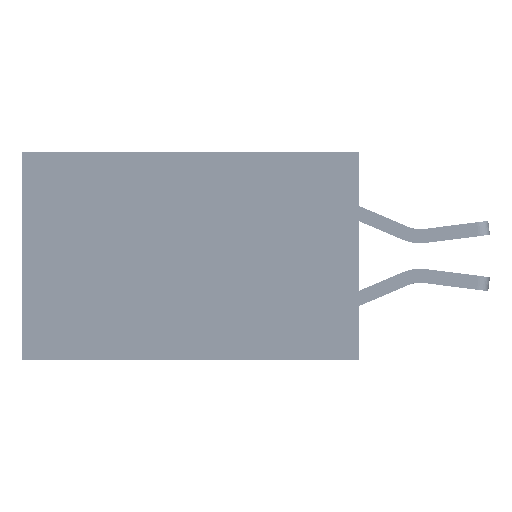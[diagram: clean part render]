
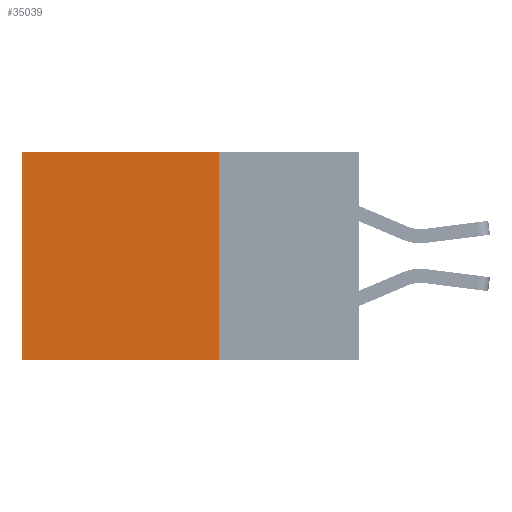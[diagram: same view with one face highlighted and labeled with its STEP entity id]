
A CAD part, left-side view. The second image highlights one B-rep face of the part: STEP entity #35039.
In plain terms, the highlighted planar face has unit normal (-1, 0, 0).
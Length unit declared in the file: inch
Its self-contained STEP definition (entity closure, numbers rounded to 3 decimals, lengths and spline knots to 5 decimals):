
#517 = AXIS2_PLACEMENT_3D ( 'NONE', #46587, #42493, #31451 ) ;
#2074 = LINE ( 'NONE', #33821, #24649 ) ;
#2851 = VECTOR ( 'NONE', #14692, 39.37008 ) ;
#3141 = CARTESIAN_POINT ( 'NONE',  ( 0.2875, 0.6, 0. ) ) ;
#3251 = VECTOR ( 'NONE', #17279, 39.37008 ) ;
#6519 = VERTEX_POINT ( 'NONE', #9680 ) ;
#7769 = LINE ( 'NONE', #3141, #2851 ) ;
#9680 = CARTESIAN_POINT ( 'NONE',  ( 0.2875, 0.25, -0.37 ) ) ;
#10909 = VERTEX_POINT ( 'NONE', #29480 ) ;
#11089 = CARTESIAN_POINT ( 'NONE',  ( 0.2875, 0.6, -0.37 ) ) ;
#14370 = DIRECTION ( 'NONE',  ( 0., 1., 0. ) ) ;
#14692 = DIRECTION ( 'NONE',  ( 0., 0., -1. ) ) ;
#15644 = VERTEX_POINT ( 'NONE', #22583 ) ;
#17279 = DIRECTION ( 'NONE',  ( 0., 0., -1. ) ) ;
#18198 = EDGE_CURVE ( 'NONE', #10909, #25516, #7769, .T. ) ;
#19408 = PLANE ( 'NONE',  #517 ) ;
#20444 = EDGE_LOOP ( 'NONE', ( #24815, #47650, #34145, #46085 ) ) ;
#22583 = CARTESIAN_POINT ( 'NONE',  ( 0.2875, 0.25, 0. ) ) ;
#24649 = VECTOR ( 'NONE', #14370, 39.37008 ) ;
#24815 = ORIENTED_EDGE ( 'NONE', *, *, #18198, .T. ) ;
#25516 = VERTEX_POINT ( 'NONE', #11089 ) ;
#27276 = EDGE_CURVE ( 'NONE', #15644, #10909, #2074, .T. ) ;
#29295 = LINE ( 'NONE', #36726, #3251 ) ;
#29480 = CARTESIAN_POINT ( 'NONE',  ( 0.2875, 0.6, 0. ) ) ;
#31190 = FACE_OUTER_BOUND ( 'NONE', #20444, .T. ) ;
#31451 = DIRECTION ( 'NONE',  ( 0., 0., -1. ) ) ;
#33821 = CARTESIAN_POINT ( 'NONE',  ( 0.2875, 0.25, 0. ) ) ;
#33916 = EDGE_CURVE ( 'NONE', #15644, #6519, #29295, .T. ) ;
#34145 = ORIENTED_EDGE ( 'NONE', *, *, #33916, .F. ) ;
#35039 = ADVANCED_FACE ( 'NONE', ( #31190 ), #19408, .F. ) ;
#36726 = CARTESIAN_POINT ( 'NONE',  ( 0.2875, 0.25, 0. ) ) ;
#37814 = CARTESIAN_POINT ( 'NONE',  ( 0.2875, 0.25, -0.37 ) ) ;
#39697 = EDGE_CURVE ( 'NONE', #6519, #25516, #42693, .T. ) ;
#41664 = DIRECTION ( 'NONE',  ( 0., 1., 0. ) ) ;
#41797 = VECTOR ( 'NONE', #41664, 39.37008 ) ;
#42493 = DIRECTION ( 'NONE',  ( 1., 0., 0. ) ) ;
#42693 = LINE ( 'NONE', #37814, #41797 ) ;
#46085 = ORIENTED_EDGE ( 'NONE', *, *, #27276, .T. ) ;
#46587 = CARTESIAN_POINT ( 'NONE',  ( 0.2875, 0.25, 0. ) ) ;
#47650 = ORIENTED_EDGE ( 'NONE', *, *, #39697, .F. ) ;
